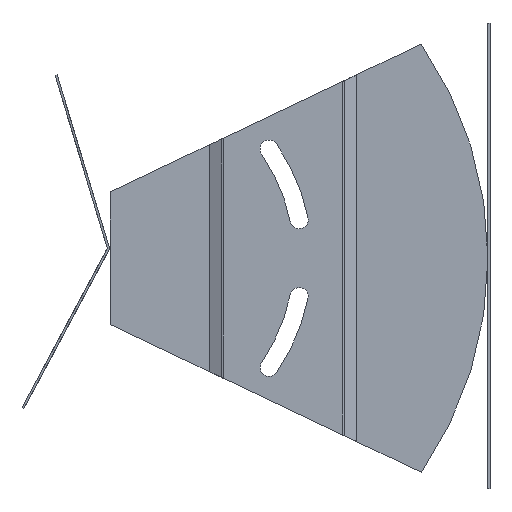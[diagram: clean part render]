
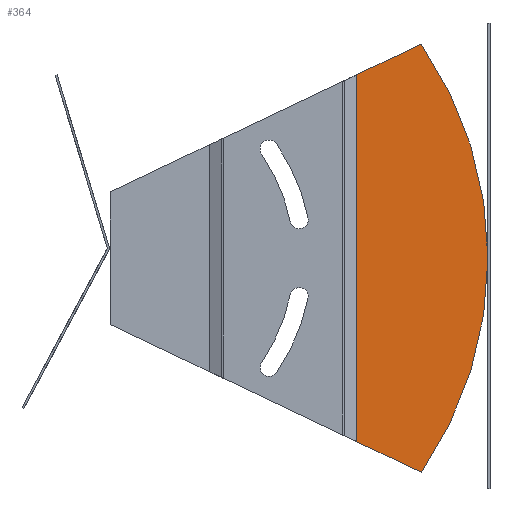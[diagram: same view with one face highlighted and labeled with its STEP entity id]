
A CAD part, front view. The second image highlights one B-rep face of the part: STEP entity #364.
In plain terms, the highlighted face is planar.
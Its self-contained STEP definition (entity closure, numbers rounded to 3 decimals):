
#364 = ADVANCED_FACE ( 'NONE', ( #414 ), #2964, .F. ) ;
#414 = FACE_OUTER_BOUND ( 'NONE', #3368, .T. ) ;
#705 = CARTESIAN_POINT ( 'NONE',  ( 0.8, 95.307, 70.945 ) ) ;
#747 = AXIS2_PLACEMENT_3D ( 'NONE', #2967, #3091, #3090 ) ;
#873 = VERTEX_POINT ( 'NONE', #3550 ) ;
#887 = VERTEX_POINT ( 'NONE', #3558 ) ;
#892 = VERTEX_POINT ( 'NONE', #3552 ) ;
#1353 = LINE ( 'NONE', #1750, #1356 ) ;
#1356 = VECTOR ( 'NONE', #1752, 1000. ) ;
#1382 = CIRCLE ( 'NONE', #3964, 146. ) ;
#1433 = LINE ( 'NONE', #1912, #1436 ) ;
#1436 = VECTOR ( 'NONE', #1913, 1000. ) ;
#1445 = LINE ( 'NONE', #1926, #1447 ) ;
#1447 = VECTOR ( 'NONE', #1927, 1000. ) ;
#1750 = CARTESIAN_POINT ( 'NONE',  ( 0.8, 145.34, 94.724 ) ) ;
#1752 = DIRECTION ( 'NONE',  ( 0., -0.903, -0.429 ) ) ;
#1836 = CARTESIAN_POINT ( 'NONE',  ( 0.8, 0., 0. ) ) ;
#1837 = DIRECTION ( 'NONE',  ( 1., 0., 0. ) ) ;
#1838 = DIRECTION ( 'NONE',  ( 0., 0., 1. ) ) ;
#1912 = CARTESIAN_POINT ( 'NONE',  ( 0.8, 95.307, 200. ) ) ;
#1913 = DIRECTION ( 'NONE',  ( 0., 0., -1. ) ) ;
#1926 = CARTESIAN_POINT ( 'NONE',  ( 0.8, -9.736, -21.023 ) ) ;
#1927 = DIRECTION ( 'NONE',  ( 0., 0.903, -0.429 ) ) ;
#2313 = VERTEX_POINT ( 'NONE', #705 ) ;
#2964 = PLANE ( 'NONE',  #747 ) ;
#2967 = CARTESIAN_POINT ( 'NONE',  ( 0.8, 95.307, 200. ) ) ;
#3090 = DIRECTION ( 'NONE',  ( 0., 0., 1. ) ) ;
#3091 = DIRECTION ( 'NONE',  ( -1., 0., 0. ) ) ;
#3368 = EDGE_LOOP ( 'NONE', ( #3429, #3644, #3647, #3649 ) ) ;
#3429 = ORIENTED_EDGE ( 'NONE', *, *, #3637, .T. ) ;
#3521 = EDGE_CURVE ( 'NONE', #892, #2313, #1353, .T. ) ;
#3550 = CARTESIAN_POINT ( 'NONE',  ( 0.8, 95.307, -70.945 ) ) ;
#3552 = CARTESIAN_POINT ( 'NONE',  ( 0.8, 120.25, 82.8 ) ) ;
#3558 = CARTESIAN_POINT ( 'NONE',  ( 0.8, 120.25, -82.8 ) ) ;
#3601 = EDGE_CURVE ( 'NONE', #887, #892, #1382, .T. ) ;
#3637 = EDGE_CURVE ( 'NONE', #2313, #873, #1433, .T. ) ;
#3644 = ORIENTED_EDGE ( 'NONE', *, *, #3939, .T. ) ;
#3647 = ORIENTED_EDGE ( 'NONE', *, *, #3601, .T. ) ;
#3649 = ORIENTED_EDGE ( 'NONE', *, *, #3521, .T. ) ;
#3939 = EDGE_CURVE ( 'NONE', #873, #887, #1445, .T. ) ;
#3964 = AXIS2_PLACEMENT_3D ( 'NONE', #1836, #1837, #1838 ) ;
